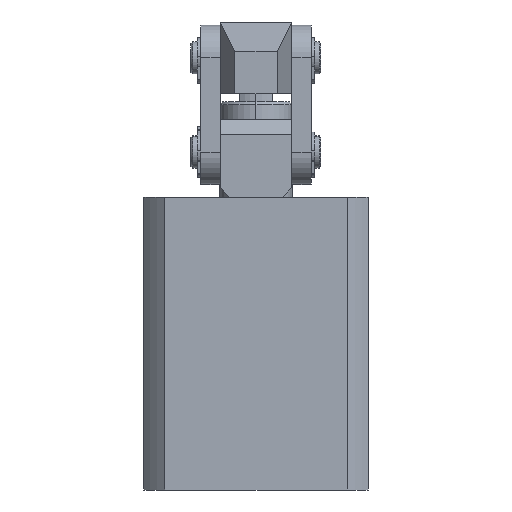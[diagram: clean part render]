
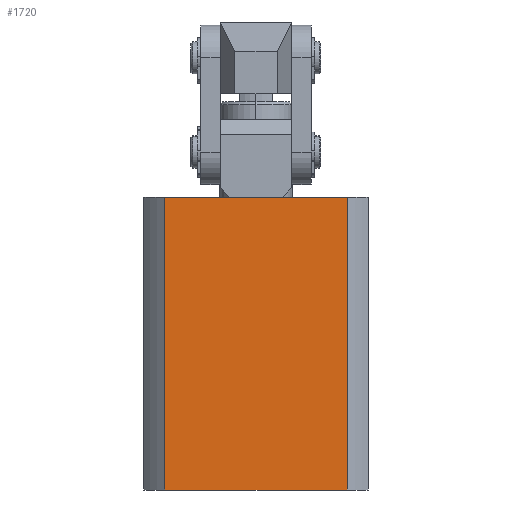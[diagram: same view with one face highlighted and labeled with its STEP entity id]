
A CAD part, left-side view. The second image highlights one B-rep face of the part: STEP entity #1720.
In plain terms, the highlighted planar face has unit normal (-1, 0, 0).
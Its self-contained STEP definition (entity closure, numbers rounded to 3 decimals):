
#115 = EDGE_LOOP ( 'NONE', ( #538, #490, #536, #531 ) ) ;
#443 = CARTESIAN_POINT ( 'NONE',  ( -34.5, -28.107, 90. ) ) ;
#457 = CARTESIAN_POINT ( 'NONE',  ( -34.5, 28.107, 90. ) ) ;
#490 = ORIENTED_EDGE ( 'NONE', *, *, #7415, .F. ) ;
#531 = ORIENTED_EDGE ( 'NONE', *, *, #7413, .T. ) ;
#536 = ORIENTED_EDGE ( 'NONE', *, *, #7416, .F. ) ;
#538 = ORIENTED_EDGE ( 'NONE', *, *, #7389, .T. ) ;
#1720 = ADVANCED_FACE ( 'NONE', ( #2031 ), #4400, .F. ) ;
#2031 = FACE_OUTER_BOUND ( 'NONE', #115, .T. ) ;
#2671 = VERTEX_POINT ( 'NONE', #7127 ) ;
#2695 = VERTEX_POINT ( 'NONE', #7125 ) ;
#3017 = CARTESIAN_POINT ( 'NONE',  ( -34.5, 0., 90. ) ) ;
#3301 = AXIS2_PLACEMENT_3D ( 'NONE', #3017, #5573, #6633 ) ;
#4400 = PLANE ( 'NONE',  #3301 ) ;
#5213 = LINE ( 'NONE', #8352, #5217 ) ;
#5217 = VECTOR ( 'NONE', #8351, 1000. ) ;
#5247 = LINE ( 'NONE', #8485, #5250 ) ;
#5250 = VECTOR ( 'NONE', #8486, 1000. ) ;
#5251 = LINE ( 'NONE', #8478, #5253 ) ;
#5252 = LINE ( 'NONE', #8492, #5255 ) ;
#5253 = VECTOR ( 'NONE', #8479, 1000. ) ;
#5255 = VECTOR ( 'NONE', #8493, 1000. ) ;
#5573 = DIRECTION ( 'NONE',  ( 1., 0., 0. ) ) ;
#6633 = DIRECTION ( 'NONE',  ( 0., 0., -1. ) ) ;
#7125 = CARTESIAN_POINT ( 'NONE',  ( -34.5, 28.107, 0. ) ) ;
#7127 = CARTESIAN_POINT ( 'NONE',  ( -34.5, -28.107, 0. ) ) ;
#7389 = EDGE_CURVE ( 'NONE', #2695, #2671, #5213, .T. ) ;
#7413 = EDGE_CURVE ( 'NONE', #8828, #2695, #5247, .T. ) ;
#7415 = EDGE_CURVE ( 'NONE', #8814, #2671, #5251, .T. ) ;
#7416 = EDGE_CURVE ( 'NONE', #8828, #8814, #5252, .T. ) ;
#8351 = DIRECTION ( 'NONE',  ( 0., -1., 0. ) ) ;
#8352 = CARTESIAN_POINT ( 'NONE',  ( -34.5, 0., 0. ) ) ;
#8478 = CARTESIAN_POINT ( 'NONE',  ( -34.5, -28.107, 90. ) ) ;
#8479 = DIRECTION ( 'NONE',  ( 0., 0., -1. ) ) ;
#8485 = CARTESIAN_POINT ( 'NONE',  ( -34.5, 28.107, 90. ) ) ;
#8486 = DIRECTION ( 'NONE',  ( 0., 0., -1. ) ) ;
#8492 = CARTESIAN_POINT ( 'NONE',  ( -34.5, 0., 90. ) ) ;
#8493 = DIRECTION ( 'NONE',  ( 0., -1., 0. ) ) ;
#8814 = VERTEX_POINT ( 'NONE', #443 ) ;
#8828 = VERTEX_POINT ( 'NONE', #457 ) ;
